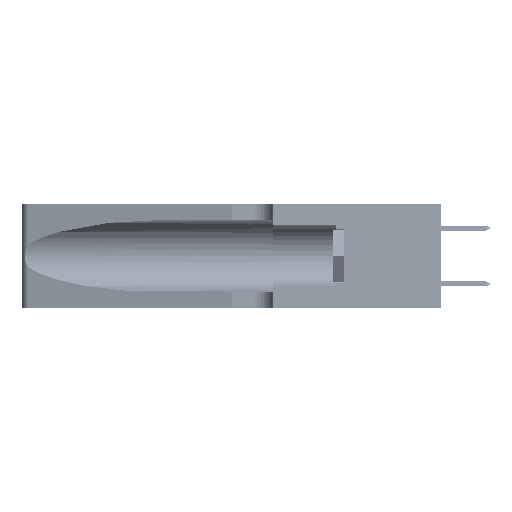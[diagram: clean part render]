
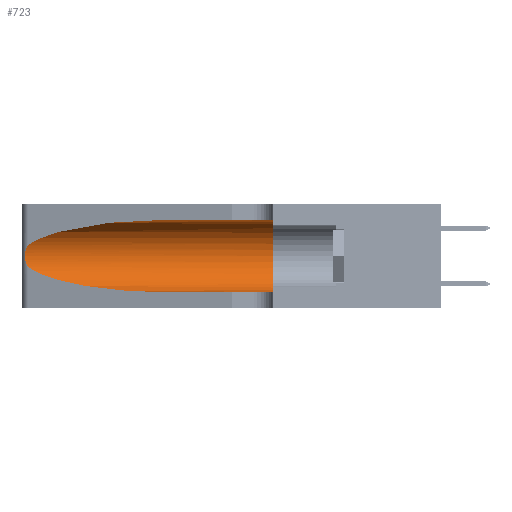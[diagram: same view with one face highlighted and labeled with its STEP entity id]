
A CAD part, left-side view. The second image highlights one B-rep face of the part: STEP entity #723.
In plain terms, the highlighted cylindrical face has radius 3.308 mm (diameter 6.617 mm), a partial arc.
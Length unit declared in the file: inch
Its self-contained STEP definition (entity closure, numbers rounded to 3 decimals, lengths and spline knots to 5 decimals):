
#547 = LINE ( 'NONE', #16058, #36171 ) ;
#723 = ADVANCED_FACE ( 'NONE', ( #23794 ), #2662, .F. ) ;
#994 = CARTESIAN_POINT ( 'NONE',  ( 0.25854, 1.2359, 0.20912 ) ) ;
#1636 = CARTESIAN_POINT ( 'NONE',  ( 0.1305, 0.72297, 0.05475 ) ) ;
#2662 = CYLINDRICAL_SURFACE ( 'NONE', #22626, 0.13025 ) ;
#3090 = CARTESIAN_POINT ( 'NONE',  ( 0.1305, 1.61858, 0.05475 ) ) ;
#3963 = CARTESIAN_POINT ( 'NONE',  ( 0.25487, 1.22718, 0.22369 ) ) ;
#5612 = CARTESIAN_POINT ( 'NONE',  ( 0.26075, 1.23896, 0.19203 ) ) ;
#6032 = EDGE_LOOP ( 'NONE', ( #24177, #32055, #38304, #38032, #25298, #41397 ) ) ;
#7390 = DIRECTION ( 'NONE',  ( 0., -1., 0. ) ) ;
#8839 = LINE ( 'NONE', #3090, #29949 ) ;
#9120 = CARTESIAN_POINT ( 'NONE',  ( 0.25487, 1.22718, 0.22369 ) ) ;
#9473 = CARTESIAN_POINT ( 'NONE',  ( 0.25789, 1.23486, 0.15765 ) ) ;
#9846 =( BOUNDED_CURVE ( )  B_SPLINE_CURVE ( 3, ( #14928, #47835, #18644, #1636 ),
 .UNSPECIFIED., .F., .F. ) 
 B_SPLINE_CURVE_WITH_KNOTS ( ( 4, 4 ),
 ( 3.44316, 4.71239 ),
 .UNSPECIFIED. ) 
 CURVE ( )  GEOMETRIC_REPRESENTATION_ITEM ( )  RATIONAL_B_SPLINE_CURVE ( ( 1., 0.87, 0.87, 1. ) ) 
 REPRESENTATION_ITEM ( '' )  );
#9876 = VERTEX_POINT ( 'NONE', #17400 ) ;
#11924 = CARTESIAN_POINT ( 'NONE',  ( 0.1305, 0.35, 0.185 ) ) ;
#12375 = EDGE_CURVE ( 'NONE', #13240, #40529, #49169, .T. ) ;
#12811 = DIRECTION ( 'NONE',  ( 0., 0., 1. ) ) ;
#13240 = VERTEX_POINT ( 'NONE', #47149 ) ;
#13377 = CARTESIAN_POINT ( 'NONE',  ( 0.25856, 1.23593, 0.16098 ) ) ;
#13749 = CARTESIAN_POINT ( 'NONE',  ( 0.26075, 1.23896, 0.178 ) ) ;
#14502 = VERTEX_POINT ( 'NONE', #23747 ) ;
#14928 = CARTESIAN_POINT ( 'NONE',  ( 0.25487, 1.22718, 0.14631 ) ) ;
#16058 = CARTESIAN_POINT ( 'NONE',  ( 0.1305, 1.61858, 0.31525 ) ) ;
#16453 = EDGE_CURVE ( 'NONE', #9876, #33170, #8839, .T. ) ;
#17400 = CARTESIAN_POINT ( 'NONE',  ( 0.1305, 0.72297, 0.05475 ) ) ;
#18166 = CARTESIAN_POINT ( 'NONE',  ( 0.26018, 1.23835, 0.19895 ) ) ;
#18644 = CARTESIAN_POINT ( 'NONE',  ( 0.18966, 0.96281, 0.05475 ) ) ;
#19110 = EDGE_CURVE ( 'NONE', #40529, #14502, #23038, .T. ) ;
#19441 = DIRECTION ( 'NONE',  ( 0., -1., 0. ) ) ;
#21487 = DIRECTION ( 'NONE',  ( 0., 1., 0. ) ) ;
#21686 = CARTESIAN_POINT ( 'NONE',  ( 0.25555, 1.22994, 0.2215 ) ) ;
#22626 = AXIS2_PLACEMENT_3D ( 'NONE', #36197, #19441, #36372 ) ;
#23038 = B_SPLINE_CURVE_WITH_KNOTS ( 'NONE', 3,
 ( #9120, #21686, #51296, #34943, #994, #18166, #5612, #13749, #43083, #13377, #9473, #47718, #30127, #42703 ),
 .UNSPECIFIED., .F., .F.,
 ( 4, 2, 2, 2, 2, 2, 4 ),
 ( 0., 0.00027, 0.00053, 0.00107, 0.0016, 0.00187, 0.00214 ),
 .UNSPECIFIED. ) ;
#23669 = CIRCLE ( 'NONE', #24628, 0.13025 ) ;
#23747 = CARTESIAN_POINT ( 'NONE',  ( 0.25487, 1.22718, 0.14631 ) ) ;
#23794 = FACE_OUTER_BOUND ( 'NONE', #6032, .T. ) ;
#24177 = ORIENTED_EDGE ( 'NONE', *, *, #12375, .T. ) ;
#24626 = EDGE_CURVE ( 'NONE', #14502, #9876, #9846, .T. ) ;
#24628 = AXIS2_PLACEMENT_3D ( 'NONE', #11924, #21487, #12811 ) ;
#25298 = ORIENTED_EDGE ( 'NONE', *, *, #49300, .F. ) ;
#28019 = CARTESIAN_POINT ( 'NONE',  ( 0.2373, 1.15595, 0.28018 ) ) ;
#29949 = VECTOR ( 'NONE', #49641, 39.37008 ) ;
#30127 = CARTESIAN_POINT ( 'NONE',  ( 0.25555, 1.22993, 0.14849 ) ) ;
#30925 = VERTEX_POINT ( 'NONE', #43115 ) ;
#31820 = EDGE_CURVE ( 'NONE', #13240, #30925, #547, .T. ) ;
#32055 = ORIENTED_EDGE ( 'NONE', *, *, #19110, .T. ) ;
#32273 = CARTESIAN_POINT ( 'NONE',  ( 0.25487, 1.22718, 0.22369 ) ) ;
#32749 = CARTESIAN_POINT ( 'NONE',  ( 0.1305, 0.35, 0.05475 ) ) ;
#33170 = VERTEX_POINT ( 'NONE', #32749 ) ;
#34943 = CARTESIAN_POINT ( 'NONE',  ( 0.25787, 1.23484, 0.2124 ) ) ;
#36147 = CARTESIAN_POINT ( 'NONE',  ( 0.1305, 0.72297, 0.31525 ) ) ;
#36171 = VECTOR ( 'NONE', #7390, 39.37008 ) ;
#36197 = CARTESIAN_POINT ( 'NONE',  ( 0.1305, 1.61858, 0.185 ) ) ;
#36372 = DIRECTION ( 'NONE',  ( 0., 0., -1. ) ) ;
#38032 = ORIENTED_EDGE ( 'NONE', *, *, #16453, .T. ) ;
#38304 = ORIENTED_EDGE ( 'NONE', *, *, #24626, .T. ) ;
#40529 = VERTEX_POINT ( 'NONE', #3963 ) ;
#41126 = CARTESIAN_POINT ( 'NONE',  ( 0.18966, 0.96281, 0.31525 ) ) ;
#41397 = ORIENTED_EDGE ( 'NONE', *, *, #31820, .F. ) ;
#42703 = CARTESIAN_POINT ( 'NONE',  ( 0.25487, 1.22718, 0.14631 ) ) ;
#43083 = CARTESIAN_POINT ( 'NONE',  ( 0.26017, 1.23833, 0.17102 ) ) ;
#43115 = CARTESIAN_POINT ( 'NONE',  ( 0.1305, 0.35, 0.31525 ) ) ;
#47149 = CARTESIAN_POINT ( 'NONE',  ( 0.1305, 0.72297, 0.31525 ) ) ;
#47718 = CARTESIAN_POINT ( 'NONE',  ( 0.25639, 1.23186, 0.15144 ) ) ;
#47835 = CARTESIAN_POINT ( 'NONE',  ( 0.2373, 1.15595, 0.08982 ) ) ;
#49169 =( BOUNDED_CURVE ( )  B_SPLINE_CURVE ( 3, ( #36147, #41126, #28019, #32273 ),
 .UNSPECIFIED., .F., .F. ) 
 B_SPLINE_CURVE_WITH_KNOTS ( ( 4, 4 ),
 ( 1.5708, 2.84003 ),
 .UNSPECIFIED. ) 
 CURVE ( )  GEOMETRIC_REPRESENTATION_ITEM ( )  RATIONAL_B_SPLINE_CURVE ( ( 1., 0.87, 0.87, 1. ) ) 
 REPRESENTATION_ITEM ( '' )  );
#49300 = EDGE_CURVE ( 'NONE', #30925, #33170, #23669, .T. ) ;
#49641 = DIRECTION ( 'NONE',  ( 0., -1., 0. ) ) ;
#51296 = CARTESIAN_POINT ( 'NONE',  ( 0.25639, 1.23184, 0.21858 ) ) ;
